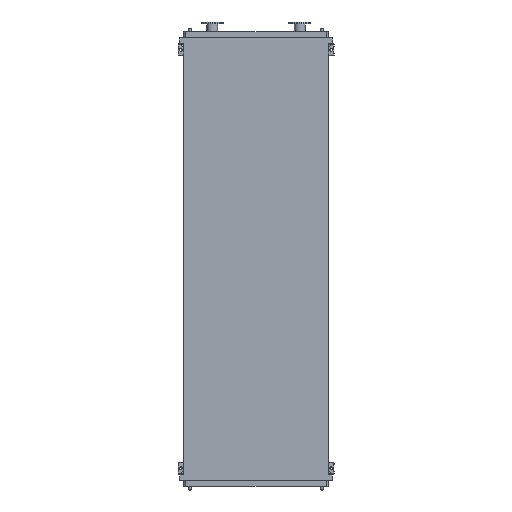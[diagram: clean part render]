
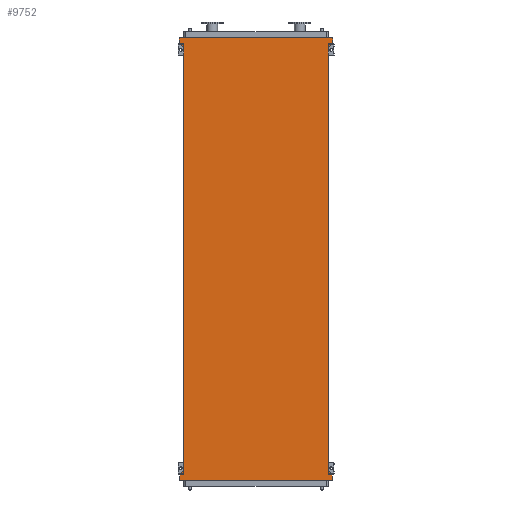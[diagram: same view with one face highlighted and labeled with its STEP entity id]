
A CAD part, front view. The second image highlights one B-rep face of the part: STEP entity #9752.
In plain terms, the highlighted planar face has unit normal (0, -1, 0).
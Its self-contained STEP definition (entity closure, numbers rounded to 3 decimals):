
#277 = EDGE_CURVE ( 'NONE', #18657, #548, #1124, .T. ) ;
#548 = VERTEX_POINT ( 'NONE', #7316 ) ;
#858 = DIRECTION ( 'NONE',  ( -1., 0., 0. ) ) ;
#1124 = LINE ( 'NONE', #2207, #8726 ) ;
#1718 = VERTEX_POINT ( 'NONE', #8838 ) ;
#1970 = DIRECTION ( 'NONE',  ( 0.655, 0., -0.755 ) ) ;
#2170 = CARTESIAN_POINT ( 'NONE',  ( -725., 0., -4250. ) ) ;
#2207 = CARTESIAN_POINT ( 'NONE',  ( -771., 0., 95. ) ) ;
#2298 = EDGE_CURVE ( 'NONE', #8564, #9158, #17018, .T. ) ;
#2369 = CARTESIAN_POINT ( 'NONE',  ( 725., 0., -4250. ) ) ;
#2454 = ORIENTED_EDGE ( 'NONE', *, *, #8777, .F. ) ;
#2466 = VERTEX_POINT ( 'NONE', #15144 ) ;
#2522 = CARTESIAN_POINT ( 'NONE',  ( -771., 0., -4303. ) ) ;
#2908 = VERTEX_POINT ( 'NONE', #6070 ) ;
#2945 = ORIENTED_EDGE ( 'NONE', *, *, #5738, .F. ) ;
#3456 = VERTEX_POINT ( 'NONE', #9946 ) ;
#3886 = VECTOR ( 'NONE', #858, 1000. ) ;
#4047 = LINE ( 'NONE', #10450, #18893 ) ;
#4114 = ORIENTED_EDGE ( 'NONE', *, *, #277, .F. ) ;
#4442 = DIRECTION ( 'NONE',  ( 0., 0., -1. ) ) ;
#4459 = VERTEX_POINT ( 'NONE', #16917 ) ;
#4650 = VERTEX_POINT ( 'NONE', #15930 ) ;
#4943 = VERTEX_POINT ( 'NONE', #10842 ) ;
#5517 = LINE ( 'NONE', #18486, #8589 ) ;
#5738 = EDGE_CURVE ( 'NONE', #17114, #1718, #18928, .T. ) ;
#6070 = CARTESIAN_POINT ( 'NONE',  ( -771., 0., -4303. ) ) ;
#6343 = AXIS2_PLACEMENT_3D ( 'NONE', #15662, #17088, #8234 ) ;
#6741 = EDGE_CURVE ( 'NONE', #1718, #3456, #4047, .T. ) ;
#7316 = CARTESIAN_POINT ( 'NONE',  ( 771., 0., 95. ) ) ;
#7618 = CARTESIAN_POINT ( 'NONE',  ( 725., 0., 0. ) ) ;
#7920 = LINE ( 'NONE', #12944, #3886 ) ;
#8011 = CARTESIAN_POINT ( 'NONE',  ( 725., 0., -4250. ) ) ;
#8039 = CARTESIAN_POINT ( 'NONE',  ( 771., 0., 53. ) ) ;
#8147 = FACE_OUTER_BOUND ( 'NONE', #11154, .T. ) ;
#8191 = DIRECTION ( 'NONE',  ( 0., 0., 1. ) ) ;
#8234 = DIRECTION ( 'NONE',  ( 0., 0., -1. ) ) ;
#8564 = VERTEX_POINT ( 'NONE', #8039 ) ;
#8589 = VECTOR ( 'NONE', #8191, 1000. ) ;
#8593 = VECTOR ( 'NONE', #8848, 1000. ) ;
#8619 = ORIENTED_EDGE ( 'NONE', *, *, #15762, .F. ) ;
#8726 = VECTOR ( 'NONE', #12821, 1000. ) ;
#8777 = EDGE_CURVE ( 'NONE', #3456, #4459, #7920, .T. ) ;
#8838 = CARTESIAN_POINT ( 'NONE',  ( 771., 0., -4303. ) ) ;
#8848 = DIRECTION ( 'NONE',  ( 0., 0., 1. ) ) ;
#9072 = LINE ( 'NONE', #11947, #8593 ) ;
#9158 = VERTEX_POINT ( 'NONE', #7618 ) ;
#9245 = CARTESIAN_POINT ( 'NONE',  ( -771., 0., -4345. ) ) ;
#9413 = EDGE_CURVE ( 'NONE', #17114, #9158, #9072, .T. ) ;
#9652 = VECTOR ( 'NONE', #11842, 1000. ) ;
#9752 = ADVANCED_FACE ( 'NONE', ( #8147 ), #12754, .T. ) ;
#9946 = CARTESIAN_POINT ( 'NONE',  ( 771., 0., -4345. ) ) ;
#10086 = DIRECTION ( 'NONE',  ( 0.655, 0., 0.755 ) ) ;
#10133 = LINE ( 'NONE', #2170, #13670 ) ;
#10450 = CARTESIAN_POINT ( 'NONE',  ( 771., 0., -4303. ) ) ;
#10451 = LINE ( 'NONE', #9245, #10937 ) ;
#10461 = LINE ( 'NONE', #16405, #13969 ) ;
#10842 = CARTESIAN_POINT ( 'NONE',  ( -771., 0., 53. ) ) ;
#10937 = VECTOR ( 'NONE', #12341, 1000. ) ;
#11154 = EDGE_LOOP ( 'NONE', ( #11252, #18954, #15605, #4114, #16060, #8619, #16942, #13585, #14030, #2454, #18297, #2945 ) ) ;
#11252 = ORIENTED_EDGE ( 'NONE', *, *, #9413, .T. ) ;
#11277 = CARTESIAN_POINT ( 'NONE',  ( -771., 0., 95. ) ) ;
#11285 = DIRECTION ( 'NONE',  ( 0., 0., 1. ) ) ;
#11627 = CARTESIAN_POINT ( 'NONE',  ( -725., 0., 0. ) ) ;
#11720 = VECTOR ( 'NONE', #1970, 1000. ) ;
#11842 = DIRECTION ( 'NONE',  ( -0.655, 0., -0.755 ) ) ;
#11871 = EDGE_CURVE ( 'NONE', #4459, #2908, #10451, .T. ) ;
#11947 = CARTESIAN_POINT ( 'NONE',  ( 725., 0., -4250. ) ) ;
#12022 = DIRECTION ( 'NONE',  ( 0., 0., -1. ) ) ;
#12280 = LINE ( 'NONE', #2522, #16116 ) ;
#12341 = DIRECTION ( 'NONE',  ( 0., 0., 1. ) ) ;
#12754 = PLANE ( 'NONE',  #6343 ) ;
#12821 = DIRECTION ( 'NONE',  ( 1., 0., 0. ) ) ;
#12944 = CARTESIAN_POINT ( 'NONE',  ( 771., 0., -4345. ) ) ;
#13585 = ORIENTED_EDGE ( 'NONE', *, *, #14797, .F. ) ;
#13670 = VECTOR ( 'NONE', #11285, 1000. ) ;
#13709 = EDGE_CURVE ( 'NONE', #2466, #4650, #10133, .T. ) ;
#13847 = LINE ( 'NONE', #11627, #14295 ) ;
#13969 = VECTOR ( 'NONE', #4442, 1000. ) ;
#14030 = ORIENTED_EDGE ( 'NONE', *, *, #11871, .F. ) ;
#14295 = VECTOR ( 'NONE', #18880, 1000. ) ;
#14797 = EDGE_CURVE ( 'NONE', #2908, #2466, #12280, .T. ) ;
#15144 = CARTESIAN_POINT ( 'NONE',  ( -725., 0., -4250. ) ) ;
#15605 = ORIENTED_EDGE ( 'NONE', *, *, #18614, .F. ) ;
#15662 = CARTESIAN_POINT ( 'NONE',  ( -725., 0., -4250. ) ) ;
#15762 = EDGE_CURVE ( 'NONE', #4650, #4943, #13847, .T. ) ;
#15930 = CARTESIAN_POINT ( 'NONE',  ( -725., 0., 0. ) ) ;
#16060 = ORIENTED_EDGE ( 'NONE', *, *, #17681, .F. ) ;
#16116 = VECTOR ( 'NONE', #10086, 1000. ) ;
#16219 = CARTESIAN_POINT ( 'NONE',  ( 771., 0., 53. ) ) ;
#16405 = CARTESIAN_POINT ( 'NONE',  ( 771., 0., 95. ) ) ;
#16917 = CARTESIAN_POINT ( 'NONE',  ( -771., 0., -4345. ) ) ;
#16942 = ORIENTED_EDGE ( 'NONE', *, *, #13709, .F. ) ;
#17018 = LINE ( 'NONE', #16219, #9652 ) ;
#17088 = DIRECTION ( 'NONE',  ( 0., -1., 0. ) ) ;
#17114 = VERTEX_POINT ( 'NONE', #2369 ) ;
#17681 = EDGE_CURVE ( 'NONE', #4943, #18657, #5517, .T. ) ;
#18297 = ORIENTED_EDGE ( 'NONE', *, *, #6741, .F. ) ;
#18486 = CARTESIAN_POINT ( 'NONE',  ( -771., 0., 53. ) ) ;
#18614 = EDGE_CURVE ( 'NONE', #548, #8564, #10461, .T. ) ;
#18657 = VERTEX_POINT ( 'NONE', #11277 ) ;
#18880 = DIRECTION ( 'NONE',  ( -0.655, 0., 0.755 ) ) ;
#18893 = VECTOR ( 'NONE', #12022, 1000. ) ;
#18928 = LINE ( 'NONE', #8011, #11720 ) ;
#18954 = ORIENTED_EDGE ( 'NONE', *, *, #2298, .F. ) ;
